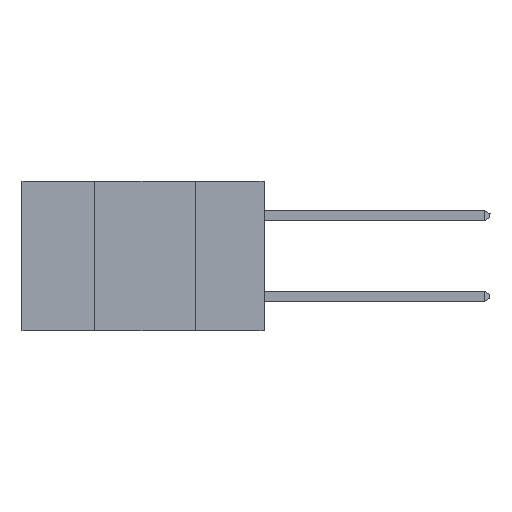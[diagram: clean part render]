
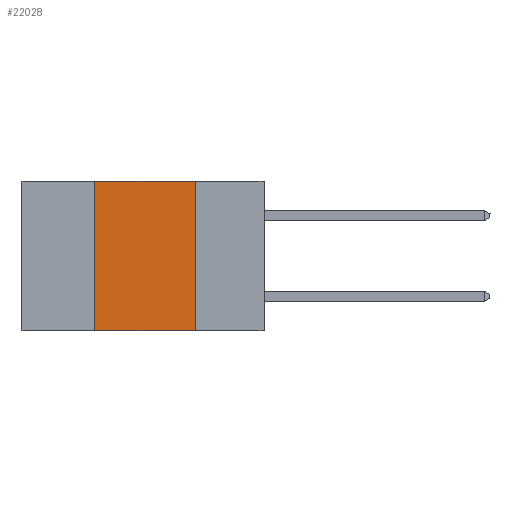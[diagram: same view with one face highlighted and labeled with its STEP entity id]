
A CAD part, left-side view. The second image highlights one B-rep face of the part: STEP entity #22028.
In plain terms, the highlighted planar face has unit normal (-1, 0, 0).
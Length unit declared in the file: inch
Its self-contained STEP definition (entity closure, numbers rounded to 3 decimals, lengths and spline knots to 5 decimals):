
#588 = DIRECTION ( 'NONE',  ( 0., 0., -1. ) ) ;
#600 = ORIENTED_EDGE ( 'NONE', *, *, #1618, .T. ) ;
#1122 = CARTESIAN_POINT ( 'NONE',  ( 0., 0.42, -0.37 ) ) ;
#1618 = EDGE_CURVE ( 'NONE', #18196, #13351, #17552, .T. ) ;
#1681 = LINE ( 'NONE', #27629, #28263 ) ;
#1996 = VERTEX_POINT ( 'NONE', #32605 ) ;
#2362 = DIRECTION ( 'NONE',  ( 0., -1., 0. ) ) ;
#9022 = VERTEX_POINT ( 'NONE', #10394 ) ;
#9643 = VECTOR ( 'NONE', #588, 39.37008 ) ;
#10394 = CARTESIAN_POINT ( 'NONE',  ( 0., 0.17, 0. ) ) ;
#10716 = VECTOR ( 'NONE', #27127, 39.37008 ) ;
#10954 = EDGE_CURVE ( 'NONE', #9022, #13351, #30044, .T. ) ;
#11167 = CARTESIAN_POINT ( 'NONE',  ( 0., 0.6, 0. ) ) ;
#12753 = CARTESIAN_POINT ( 'NONE',  ( 0., 0.6, 0. ) ) ;
#13351 = VERTEX_POINT ( 'NONE', #17506 ) ;
#13731 = DIRECTION ( 'NONE',  ( 0., 0., -1. ) ) ;
#15630 = CARTESIAN_POINT ( 'NONE',  ( 0., 0.17, 0. ) ) ;
#16103 = EDGE_CURVE ( 'NONE', #18196, #1996, #1681, .T. ) ;
#17506 = CARTESIAN_POINT ( 'NONE',  ( 0., 0.17, -0.37 ) ) ;
#17552 = LINE ( 'NONE', #19726, #10716 ) ;
#18196 = VERTEX_POINT ( 'NONE', #1122 ) ;
#18263 = AXIS2_PLACEMENT_3D ( 'NONE', #11167, #29017, #13731 ) ;
#19124 = ORIENTED_EDGE ( 'NONE', *, *, #16103, .F. ) ;
#19726 = CARTESIAN_POINT ( 'NONE',  ( 0., 0.6, -0.37 ) ) ;
#22028 = ADVANCED_FACE ( 'NONE', ( #26299 ), #26422, .F. ) ;
#26270 = ORIENTED_EDGE ( 'NONE', *, *, #10954, .F. ) ;
#26299 = FACE_OUTER_BOUND ( 'NONE', #31595, .T. ) ;
#26422 = PLANE ( 'NONE',  #18263 ) ;
#27127 = DIRECTION ( 'NONE',  ( 0., -1., 0. ) ) ;
#27629 = CARTESIAN_POINT ( 'NONE',  ( 0., 0.42, 0. ) ) ;
#27946 = EDGE_CURVE ( 'NONE', #1996, #9022, #30023, .T. ) ;
#28263 = VECTOR ( 'NONE', #30233, 39.37008 ) ;
#28401 = VECTOR ( 'NONE', #2362, 39.37008 ) ;
#29017 = DIRECTION ( 'NONE',  ( 1., 0., 0. ) ) ;
#30023 = LINE ( 'NONE', #12753, #28401 ) ;
#30044 = LINE ( 'NONE', #15630, #9643 ) ;
#30233 = DIRECTION ( 'NONE',  ( 0., 0., 1. ) ) ;
#31595 = EDGE_LOOP ( 'NONE', ( #26270, #32688, #19124, #600 ) ) ;
#32605 = CARTESIAN_POINT ( 'NONE',  ( 0., 0.42, 0. ) ) ;
#32688 = ORIENTED_EDGE ( 'NONE', *, *, #27946, .F. ) ;
